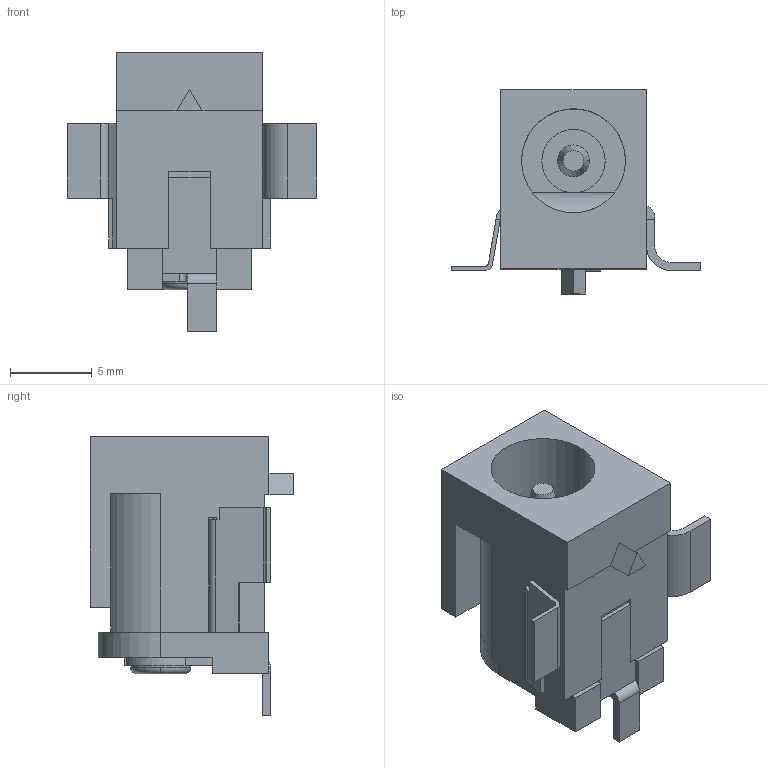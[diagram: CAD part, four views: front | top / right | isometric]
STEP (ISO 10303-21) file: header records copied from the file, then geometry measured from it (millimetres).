
FILE_DESCRIPTION (( 'STEP AP214' ), '1' );
FILE_NAME ('RASM722PTR13X.STEP', '2022-02-26T16:57:25', ( '' ), ( '' ), 'SwSTEP 2.0', 'SolidWorks 2017', '' );
FILE_SCHEMA (( 'AUTOMOTIVE_DESIGN' ));
Length unit declared in the file: inch
Products named in the file (1): RASM722PTR13X
Bounding box: 15.24 x 12.45 x 17.02 mm (x, y, z)
Volume: 948.7 mm3; surface area: 1558.9 mm2
Topology: 7 solids, 7 shells, 130 faces, 334 edges, 222 vertices
Faces by surface type: plane 96, cylinder 30, cone 2, torus 2
Entity records: 4146 total; most frequent: CARTESIAN_POINT 813, ORIENTED_EDGE 668, DIRECTION 652, EDGE_CURVE 334, VECTOR 270, LINE 270, VERTEX_POINT 222, AXIS2_PLACEMENT_3D 191
